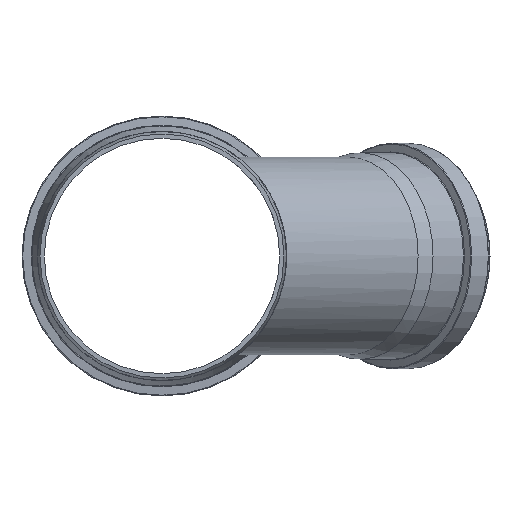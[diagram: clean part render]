
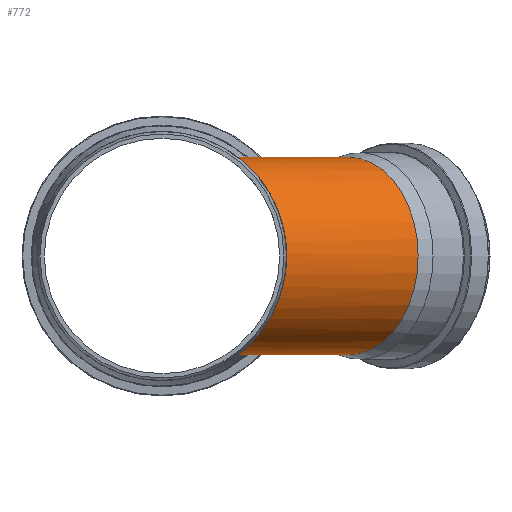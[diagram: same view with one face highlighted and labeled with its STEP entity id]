
A CAD part, front view. The second image highlights one B-rep face of the part: STEP entity #772.
In plain terms, the highlighted cylindrical face has radius 125.25 mm (diameter 250.5 mm), a partial arc.
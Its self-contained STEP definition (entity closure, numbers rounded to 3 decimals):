
#94=CYLINDRICAL_SURFACE('',#832,125.25);
#112=CIRCLE('',#830,125.25);
#189=FACE_OUTER_BOUND('',#253,.T.);
#253=EDGE_LOOP('',(#621,#622,#623,#624));
#381=B_SPLINE_CURVE_WITH_KNOTS('',3,(#1885,#1886,#1887,#1888,#1889,#1890,
#1891,#1892,#1893,#1894,#1895,#1896,#1897,#1898,#1899,#1900,#1901,#1902,
#1903,#1904,#1905,#1906,#1907,#1908,#1909,#1910,#1911,#1912,#1913,#1914,
#1915,#1916,#1917,#1918,#1919,#1920,#1921,#1922,#1923),.UNSPECIFIED.,.F.,
 .F.,(4,1,1,1,1,1,1,1,1,1,1,1,1,1,1,1,1,1,1,1,1,1,1,1,1,1,1,1,1,1,1,1,1,
1,1,1,4),(0.457,2.097,3.739,7.023,
10.307,13.591,16.875,20.159,23.443,
26.727,28.916,31.105,33.294,35.484,
37.673,39.862,44.241,48.619,52.998,
55.187,57.377,59.566,61.755,62.302,
63.944,66.134,68.323,70.512,72.702,
74.891,79.269,82.553,85.837,89.121,
90.763,91.174,92.403),.UNSPECIFIED.);
#384=B_SPLINE_CURVE_WITH_KNOTS('',3,(#1982,#1983,#1984,#1985,#1986,#1987,
#1988,#1989),.UNSPECIFIED.,.F.,.F.,(4,2,2,4),(0.738,0.742,
0.748,0.755),.UNSPECIFIED.);
#387=B_SPLINE_CURVE_WITH_KNOTS('',3,(#2028,#2029,#2030,#2031,#2032,#2033,
#2034,#2035),.UNSPECIFIED.,.F.,.F.,(4,2,2,4),(0.,0.012,0.02,
0.023),.UNSPECIFIED.);
#417=VERTEX_POINT('',#1858);
#418=VERTEX_POINT('',#1884);
#419=VERTEX_POINT('',#1977);
#421=VERTEX_POINT('',#2027);
#498=EDGE_CURVE('',#417,#418,#381,.T.);
#501=EDGE_CURVE('',#417,#419,#384,.T.);
#504=EDGE_CURVE('',#421,#418,#387,.T.);
#515=EDGE_CURVE('',#419,#421,#112,.T.);
#621=ORIENTED_EDGE('',*,*,#504,.T.);
#622=ORIENTED_EDGE('',*,*,#498,.F.);
#623=ORIENTED_EDGE('',*,*,#501,.T.);
#624=ORIENTED_EDGE('',*,*,#515,.T.);
#772=ADVANCED_FACE('',(#189),#94,.T.);
#830=AXIS2_PLACEMENT_3D('',#2192,#944,#945);
#832=AXIS2_PLACEMENT_3D('',#2194,#948,#949);
#944=DIRECTION('center_axis',(-0.707,-0.707,0.));
#945=DIRECTION('ref_axis',(0.707,-0.707,0.));
#948=DIRECTION('center_axis',(-0.707,-0.707,0.));
#949=DIRECTION('ref_axis',(0.707,-0.707,0.));
#1858=CARTESIAN_POINT('',(153.062,-2.428,-44.273));
#1884=CARTESIAN_POINT('',(153.062,-2.428,44.273));
#1885=CARTESIAN_POINT('Ctrl Pts',(153.062,-2.428,-44.273));
#1886=CARTESIAN_POINT('Ctrl Pts',(151.85,-5.819,-48.351));
#1887=CARTESIAN_POINT('Ctrl Pts',(149.224,-13.198,-55.97));
#1888=CARTESIAN_POINT('Ctrl Pts',(143.502,-29.49,-69.299));
#1889=CARTESIAN_POINT('Ctrl Pts',(135.842,-51.806,-83.059));
#1890=CARTESIAN_POINT('Ctrl Pts',(126.475,-80.373,-96.246));
#1891=CARTESIAN_POINT('Ctrl Pts',(117.391,-110.038,-106.754));
#1892=CARTESIAN_POINT('Ctrl Pts',(108.979,-140.587,-115.016));
#1893=CARTESIAN_POINT('Ctrl Pts',(101.793,-171.996,-121.163));
#1894=CARTESIAN_POINT('Ctrl Pts',(96.762,-204.157,-124.994));
#1895=CARTESIAN_POINT('Ctrl Pts',(95.707,-233.364,-125.691));
#1896=CARTESIAN_POINT('Ctrl Pts',(99.085,-258.548,-123.041));
#1897=CARTESIAN_POINT('Ctrl Pts',(105.59,-278.768,-117.613));
#1898=CARTESIAN_POINT('Ctrl Pts',(115.09,-296.271,-108.519));
#1899=CARTESIAN_POINT('Ctrl Pts',(125.913,-310.488,-95.961));
#1900=CARTESIAN_POINT('Ctrl Pts',(136.446,-321.645,-80.457));
#1901=CARTESIAN_POINT('Ctrl Pts',(148.696,-332.839,-56.589));
#1902=CARTESIAN_POINT('Ctrl Pts',(158.583,-340.611,-22.057));
#1903=CARTESIAN_POINT('Ctrl Pts',(158.586,-340.608,22.058));
#1904=CARTESIAN_POINT('Ctrl Pts',(148.695,-332.84,56.589));
#1905=CARTESIAN_POINT('Ctrl Pts',(136.448,-321.643,80.458));
#1906=CARTESIAN_POINT('Ctrl Pts',(125.913,-310.489,95.961));
#1907=CARTESIAN_POINT('Ctrl Pts',(115.088,-296.269,108.52));
#1908=CARTESIAN_POINT('Ctrl Pts',(107.969,-283.145,115.338));
#1909=CARTESIAN_POINT('Ctrl Pts',(102.874,-270.341,119.876));
#1910=CARTESIAN_POINT('Ctrl Pts',(98.849,-256.747,123.227));
#1911=CARTESIAN_POINT('Ctrl Pts',(96.185,-236.967,125.318));
#1912=CARTESIAN_POINT('Ctrl Pts',(96.249,-215.106,125.339));
#1913=CARTESIAN_POINT('Ctrl Pts',(98.406,-193.423,123.755));
#1914=CARTESIAN_POINT('Ctrl Pts',(101.986,-172.063,120.951));
#1915=CARTESIAN_POINT('Ctrl Pts',(108.071,-144.034,115.819));
#1916=CARTESIAN_POINT('Ctrl Pts',(116.387,-113.332,107.916));
#1917=CARTESIAN_POINT('Ctrl Pts',(126.473,-80.374,96.248));
#1918=CARTESIAN_POINT('Ctrl Pts',(135.844,-51.805,83.058));
#1919=CARTESIAN_POINT('Ctrl Pts',(143.501,-29.491,69.299));
#1920=CARTESIAN_POINT('Ctrl Pts',(148.153,-16.248,58.466));
#1921=CARTESIAN_POINT('Ctrl Pts',(150.865,-8.585,51.204));
#1922=CARTESIAN_POINT('Ctrl Pts',(152.153,-4.97,47.331));
#1923=CARTESIAN_POINT('Ctrl Pts',(153.062,-2.428,44.273));
#1977=CARTESIAN_POINT('',(153.168,-2.425,-44.467));
#1982=CARTESIAN_POINT('Ctrl Pts',(153.062,-2.428,-44.273));
#1983=CARTESIAN_POINT('Ctrl Pts',(153.074,-2.421,-44.284));
#1984=CARTESIAN_POINT('Ctrl Pts',(153.086,-2.416,-44.296));
#1985=CARTESIAN_POINT('Ctrl Pts',(153.112,-2.408,-44.33));
#1986=CARTESIAN_POINT('Ctrl Pts',(153.126,-2.407,-44.354));
#1987=CARTESIAN_POINT('Ctrl Pts',(153.15,-2.411,-44.407));
#1988=CARTESIAN_POINT('Ctrl Pts',(153.16,-2.417,-44.437));
#1989=CARTESIAN_POINT('Ctrl Pts',(153.168,-2.425,-44.467));
#2027=CARTESIAN_POINT('',(153.168,-2.425,44.467));
#2028=CARTESIAN_POINT('Ctrl Pts',(153.168,-2.425,44.467));
#2029=CARTESIAN_POINT('Ctrl Pts',(153.158,-2.415,44.428));
#2030=CARTESIAN_POINT('Ctrl Pts',(153.144,-2.407,44.388));
#2031=CARTESIAN_POINT('Ctrl Pts',(153.111,-2.408,44.328));
#2032=CARTESIAN_POINT('Ctrl Pts',(153.095,-2.412,44.306));
#2033=CARTESIAN_POINT('Ctrl Pts',(153.072,-2.422,44.283));
#2034=CARTESIAN_POINT('Ctrl Pts',(153.067,-2.425,44.278));
#2035=CARTESIAN_POINT('Ctrl Pts',(153.062,-2.428,44.273));
#2192=CARTESIAN_POINT('Origin',(235.964,-85.221,0.));
#2194=CARTESIAN_POINT('Origin',(117.982,-203.203,0.));
